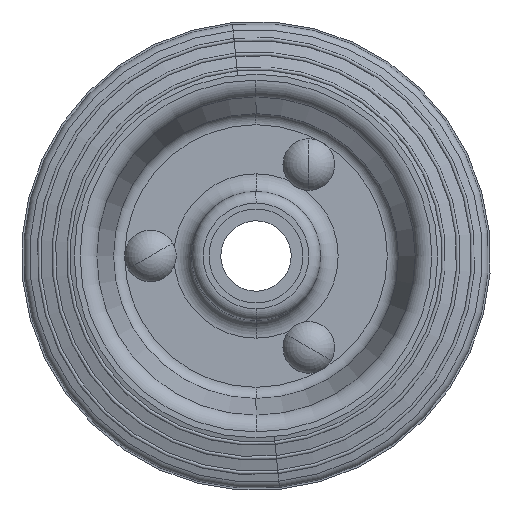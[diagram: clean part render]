
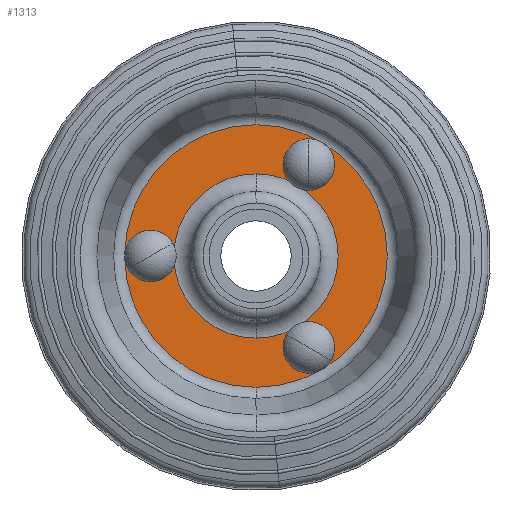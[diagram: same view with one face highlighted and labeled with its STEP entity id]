
A CAD part, left-side view. The second image highlights one B-rep face of the part: STEP entity #1313.
In plain terms, the highlighted planar face has unit normal (-1, 0, 0).
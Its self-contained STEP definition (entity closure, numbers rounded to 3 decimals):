
#37 = ORIENTED_EDGE ( 'NONE', *, *, #5401, .T. ) ;
#212 = ORIENTED_EDGE ( 'NONE', *, *, #3295, .F. ) ;
#277 = VERTEX_POINT ( 'NONE', #3080 ) ;
#295 = AXIS2_PLACEMENT_3D ( 'NONE', #5926, #5421, #2617 ) ;
#335 = DIRECTION ( 'NONE',  ( -1., 0., 0. ) ) ;
#448 = EDGE_CURVE ( 'NONE', #277, #7067, #1298, .T. ) ;
#453 = ORIENTED_EDGE ( 'NONE', *, *, #448, .F. ) ;
#461 = EDGE_LOOP ( 'NONE', ( #5574, #3235 ) ) ;
#530 = ORIENTED_EDGE ( 'NONE', *, *, #4995, .T. ) ;
#548 = CARTESIAN_POINT ( 'NONE',  ( 0.102, 0., 14. ) ) ;
#608 = CIRCLE ( 'NONE', #5619, 2.5 ) ;
#647 = PLANE ( 'NONE',  #7203 ) ;
#889 = CIRCLE ( 'NONE', #295, 2.5 ) ;
#911 = ORIENTED_EDGE ( 'NONE', *, *, #5124, .F. ) ;
#1019 = CARTESIAN_POINT ( 'NONE',  ( 0.102, -9., 15.588 ) ) ;
#1056 = CARTESIAN_POINT ( 'NONE',  ( 0.102, -9., -13.088 ) ) ;
#1102 = FACE_OUTER_BOUND ( 'NONE', #461, .T. ) ;
#1124 = AXIS2_PLACEMENT_3D ( 'NONE', #6621, #2648, #2677 ) ;
#1146 = VERTEX_POINT ( 'NONE', #1879 ) ;
#1242 = DIRECTION ( 'NONE',  ( 0., 0., -1. ) ) ;
#1298 = CIRCLE ( 'NONE', #2811, 2.5 ) ;
#1313 = ADVANCED_FACE ( 'NONE', ( #5646, #3861, #6724, #2331, #1102 ), #647, .T. ) ;
#1533 = EDGE_LOOP ( 'NONE', ( #911, #453 ) ) ;
#1537 = EDGE_LOOP ( 'NONE', ( #1758, #6456 ) ) ;
#1549 = CARTESIAN_POINT ( 'NONE',  ( 0.102, 0., -22.393 ) ) ;
#1645 = VERTEX_POINT ( 'NONE', #6960 ) ;
#1692 = CIRCLE ( 'NONE', #1124, 22.393 ) ;
#1751 = DIRECTION ( 'NONE',  ( 1., 0., 0. ) ) ;
#1758 = ORIENTED_EDGE ( 'NONE', *, *, #4706, .F. ) ;
#1879 = CARTESIAN_POINT ( 'NONE',  ( 0.102, 18., 2.5 ) ) ;
#1883 = DIRECTION ( 'NONE',  ( 0., 0., 1. ) ) ;
#1977 = VERTEX_POINT ( 'NONE', #1056 ) ;
#2152 = AXIS2_PLACEMENT_3D ( 'NONE', #5192, #3630, #6914 ) ;
#2282 = CARTESIAN_POINT ( 'NONE',  ( 0.102, -9., -18.088 ) ) ;
#2331 = FACE_BOUND ( 'NONE', #3528, .T. ) ;
#2617 = DIRECTION ( 'NONE',  ( 0., 0., 1. ) ) ;
#2648 = DIRECTION ( 'NONE',  ( 1., 0., 0. ) ) ;
#2677 = DIRECTION ( 'NONE',  ( 0., 0., -1. ) ) ;
#2811 = AXIS2_PLACEMENT_3D ( 'NONE', #2899, #3871, #5697 ) ;
#2899 = CARTESIAN_POINT ( 'NONE',  ( 0.102, -9., 15.588 ) ) ;
#2901 = VERTEX_POINT ( 'NONE', #548 ) ;
#3080 = CARTESIAN_POINT ( 'NONE',  ( 0.102, -9., 13.088 ) ) ;
#3140 = EDGE_CURVE ( 'NONE', #6575, #3306, #1692, .T. ) ;
#3235 = ORIENTED_EDGE ( 'NONE', *, *, #4989, .F. ) ;
#3251 = DIRECTION ( 'NONE',  ( -1., 0., 0. ) ) ;
#3295 = EDGE_CURVE ( 'NONE', #1146, #1645, #6811, .T. ) ;
#3306 = VERTEX_POINT ( 'NONE', #5331 ) ;
#3393 = CARTESIAN_POINT ( 'NONE',  ( 0.102, 22.393, 0. ) ) ;
#3528 = EDGE_LOOP ( 'NONE', ( #530, #37 ) ) ;
#3630 = DIRECTION ( 'NONE',  ( 1., 0., 0. ) ) ;
#3861 = FACE_BOUND ( 'NONE', #1533, .T. ) ;
#3871 = DIRECTION ( 'NONE',  ( -1., 0., 0. ) ) ;
#4215 = DIRECTION ( 'NONE',  ( -1., 0., 0. ) ) ;
#4239 = DIRECTION ( 'NONE',  ( 0., 0., 1. ) ) ;
#4477 = AXIS2_PLACEMENT_3D ( 'NONE', #6388, #5831, #4239 ) ;
#4511 = ORIENTED_EDGE ( 'NONE', *, *, #6228, .F. ) ;
#4584 = CIRCLE ( 'NONE', #5399, 22.393 ) ;
#4660 = VERTEX_POINT ( 'NONE', #2282 ) ;
#4706 = EDGE_CURVE ( 'NONE', #1977, #4660, #608, .T. ) ;
#4715 = CARTESIAN_POINT ( 'NONE',  ( 0.102, -9., -15.588 ) ) ;
#4755 = CARTESIAN_POINT ( 'NONE',  ( 0.102, -9., -15.588 ) ) ;
#4978 = AXIS2_PLACEMENT_3D ( 'NONE', #4755, #335, #6993 ) ;
#4989 = EDGE_CURVE ( 'NONE', #3306, #6575, #4584, .T. ) ;
#4995 = EDGE_CURVE ( 'NONE', #5223, #2901, #6217, .T. ) ;
#5041 = CARTESIAN_POINT ( 'NONE',  ( 0.102, -9., 18.088 ) ) ;
#5064 = CARTESIAN_POINT ( 'NONE',  ( 0.102, 0., 0. ) ) ;
#5108 = DIRECTION ( 'NONE',  ( 0., 0., 1. ) ) ;
#5124 = EDGE_CURVE ( 'NONE', #7067, #277, #5844, .T. ) ;
#5158 = DIRECTION ( 'NONE',  ( 0., 0., -1. ) ) ;
#5192 = CARTESIAN_POINT ( 'NONE',  ( 0.102, 0., 0. ) ) ;
#5223 = VERTEX_POINT ( 'NONE', #5594 ) ;
#5323 = CIRCLE ( 'NONE', #4978, 2.5 ) ;
#5331 = CARTESIAN_POINT ( 'NONE',  ( 0.102, 0., 22.393 ) ) ;
#5399 = AXIS2_PLACEMENT_3D ( 'NONE', #5064, #1751, #1242 ) ;
#5401 = EDGE_CURVE ( 'NONE', #2901, #5223, #6229, .T. ) ;
#5421 = DIRECTION ( 'NONE',  ( -1., 0., 0. ) ) ;
#5574 = ORIENTED_EDGE ( 'NONE', *, *, #3140, .F. ) ;
#5594 = CARTESIAN_POINT ( 'NONE',  ( 0.102, 0., -14. ) ) ;
#5619 = AXIS2_PLACEMENT_3D ( 'NONE', #4715, #4215, #1883 ) ;
#5643 = EDGE_LOOP ( 'NONE', ( #212, #4511 ) ) ;
#5646 = FACE_BOUND ( 'NONE', #5643, .T. ) ;
#5697 = DIRECTION ( 'NONE',  ( 0., 0., 1. ) ) ;
#5821 = CARTESIAN_POINT ( 'NONE',  ( 0.102, 0., 0. ) ) ;
#5831 = DIRECTION ( 'NONE',  ( -1., 0., 0. ) ) ;
#5844 = CIRCLE ( 'NONE', #6678, 2.5 ) ;
#5899 = DIRECTION ( 'NONE',  ( 0., 0., 1. ) ) ;
#5926 = CARTESIAN_POINT ( 'NONE',  ( 0.102, 18., 0. ) ) ;
#6217 = CIRCLE ( 'NONE', #7159, 14. ) ;
#6228 = EDGE_CURVE ( 'NONE', #1645, #1146, #889, .T. ) ;
#6229 = CIRCLE ( 'NONE', #2152, 14. ) ;
#6274 = DIRECTION ( 'NONE',  ( 1., 0., 0. ) ) ;
#6388 = CARTESIAN_POINT ( 'NONE',  ( 0.102, 18., 0. ) ) ;
#6412 = EDGE_CURVE ( 'NONE', #4660, #1977, #5323, .T. ) ;
#6456 = ORIENTED_EDGE ( 'NONE', *, *, #6412, .F. ) ;
#6575 = VERTEX_POINT ( 'NONE', #1549 ) ;
#6621 = CARTESIAN_POINT ( 'NONE',  ( 0.102, 0., 0. ) ) ;
#6678 = AXIS2_PLACEMENT_3D ( 'NONE', #1019, #3251, #5899 ) ;
#6679 = DIRECTION ( 'NONE',  ( -1., 0., 0. ) ) ;
#6724 = FACE_BOUND ( 'NONE', #1537, .T. ) ;
#6811 = CIRCLE ( 'NONE', #4477, 2.5 ) ;
#6914 = DIRECTION ( 'NONE',  ( 0., 0., -1. ) ) ;
#6960 = CARTESIAN_POINT ( 'NONE',  ( 0.102, 18., -2.5 ) ) ;
#6993 = DIRECTION ( 'NONE',  ( 0., 0., 1. ) ) ;
#7067 = VERTEX_POINT ( 'NONE', #5041 ) ;
#7159 = AXIS2_PLACEMENT_3D ( 'NONE', #5821, #6274, #5158 ) ;
#7203 = AXIS2_PLACEMENT_3D ( 'NONE', #3393, #6679, #5108 ) ;
